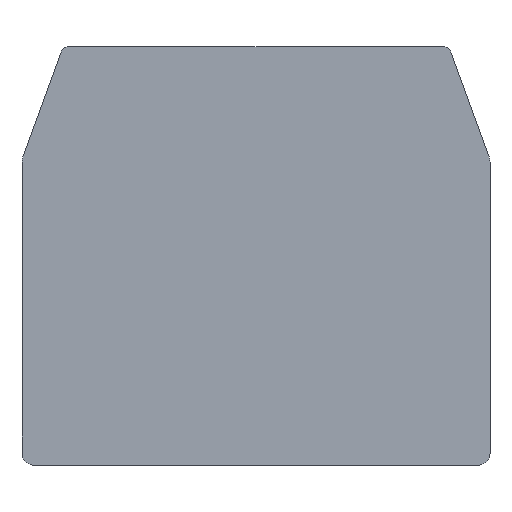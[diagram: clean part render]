
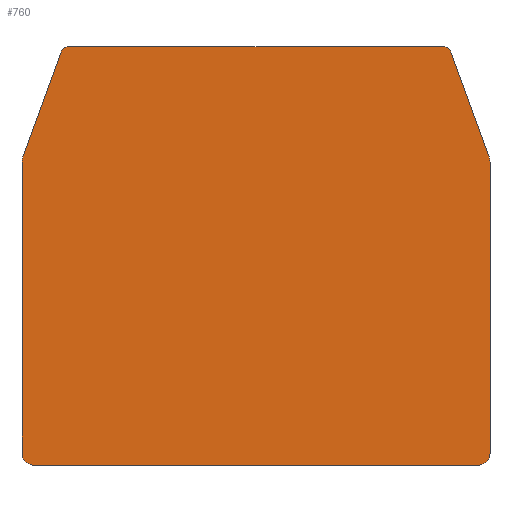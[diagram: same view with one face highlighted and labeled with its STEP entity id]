
A CAD part, top view. The second image highlights one B-rep face of the part: STEP entity #760.
In plain terms, the highlighted planar face has unit normal (0, 0, 1).
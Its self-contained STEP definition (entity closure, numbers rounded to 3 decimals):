
#270=DIRECTION('',(1.,0.,0.));
#271=VECTOR('',#270,45.6);
#272=CARTESIAN_POINT('',(-22.8,51.,1.5));
#273=LINE('',#272,#271);
#305=DIRECTION('',(0.,-1.,0.));
#306=VECTOR('',#305,35.41);
#307=CARTESIAN_POINT('',(28.5,36.91,1.5));
#308=LINE('',#307,#306);
#326=DIRECTION('',(1.,0.,0.));
#327=VECTOR('',#326,54.);
#328=CARTESIAN_POINT('',(-27.,0.,1.5));
#329=LINE('',#328,#327);
#333=CARTESIAN_POINT('',(-27.,1.5,1.5));
#334=DIRECTION('',(0.,0.,1.));
#335=DIRECTION('',(-1.,0.,0.));
#336=AXIS2_PLACEMENT_3D('',#333,#334,#335);
#341=DIRECTION('',(0.,-1.,0.));
#342=VECTOR('',#341,35.41);
#343=CARTESIAN_POINT('',(-28.5,36.91,1.5));
#344=LINE('',#343,#342);
#348=CARTESIAN_POINT('',(-26.5,36.91,1.5));
#349=DIRECTION('',(0.,0.,1.));
#350=DIRECTION('',(-0.94,0.342,0.));
#351=AXIS2_PLACEMENT_3D('',#348,#349,#350);
#356=DIRECTION('',(-0.342,-0.94,0.));
#357=VECTOR('',#356,13.566);
#358=CARTESIAN_POINT('',(-23.739,50.342,1.5));
#359=LINE('',#358,#357);
#363=CARTESIAN_POINT('',(-22.8,50.,1.5));
#364=DIRECTION('',(0.,0.,1.));
#365=DIRECTION('',(0.,1.,0.));
#366=AXIS2_PLACEMENT_3D('',#363,#364,#365);
#371=CARTESIAN_POINT('',(22.8,50.,1.5));
#372=DIRECTION('',(0.,0.,1.));
#373=DIRECTION('',(0.94,0.342,0.));
#374=AXIS2_PLACEMENT_3D('',#371,#372,#373);
#379=DIRECTION('',(-0.342,0.94,0.));
#380=VECTOR('',#379,13.566);
#381=CARTESIAN_POINT('',(28.379,37.594,1.5));
#382=LINE('',#381,#380);
#386=CARTESIAN_POINT('',(26.5,36.91,1.5));
#387=DIRECTION('',(0.,0.,1.));
#388=DIRECTION('',(1.,0.,0.));
#389=AXIS2_PLACEMENT_3D('',#386,#387,#388);
#394=CARTESIAN_POINT('',(27.,1.5,1.5));
#395=DIRECTION('',(0.,0.,1.));
#396=DIRECTION('',(0.,-1.,0.));
#397=AXIS2_PLACEMENT_3D('',#394,#395,#396);
#426=CARTESIAN_POINT('',(-28.5,1.5,1.5));
#427=CARTESIAN_POINT('',(-27.,0.,1.5));
#428=VERTEX_POINT('',#426);
#429=VERTEX_POINT('',#427);
#430=CARTESIAN_POINT('',(-28.5,36.91,1.5));
#431=VERTEX_POINT('',#430);
#432=CARTESIAN_POINT('',(-28.379,37.594,1.5));
#433=VERTEX_POINT('',#432);
#434=CARTESIAN_POINT('',(-23.739,50.342,1.5));
#435=VERTEX_POINT('',#434);
#436=CARTESIAN_POINT('',(-22.8,51.,1.5));
#437=VERTEX_POINT('',#436);
#438=CARTESIAN_POINT('',(22.8,51.,1.5));
#439=VERTEX_POINT('',#438);
#440=CARTESIAN_POINT('',(23.739,50.342,1.5));
#441=VERTEX_POINT('',#440);
#442=CARTESIAN_POINT('',(28.379,37.594,1.5));
#443=VERTEX_POINT('',#442);
#444=CARTESIAN_POINT('',(28.5,36.91,1.5));
#445=VERTEX_POINT('',#444);
#446=CARTESIAN_POINT('',(28.5,1.5,1.5));
#447=VERTEX_POINT('',#446);
#448=CARTESIAN_POINT('',(27.,0.,1.5));
#449=VERTEX_POINT('',#448);
#741=CARTESIAN_POINT('',(13.737,39.907,1.5));
#742=DIRECTION('',(0.,0.,1.));
#743=DIRECTION('',(1.,0.,0.));
#744=AXIS2_PLACEMENT_3D('',#741,#742,#743);
#745=PLANE('',#744);
#746=ORIENTED_EDGE('',*,*,#496,.F.);
#747=ORIENTED_EDGE('',*,*,#520,.F.);
#748=ORIENTED_EDGE('',*,*,#539,.F.);
#749=ORIENTED_EDGE('',*,*,#562,.F.);
#750=ORIENTED_EDGE('',*,*,#582,.F.);
#751=ORIENTED_EDGE('',*,*,#602,.F.);
#752=ORIENTED_EDGE('',*,*,#625,.T.);
#753=ORIENTED_EDGE('',*,*,#644,.F.);
#754=ORIENTED_EDGE('',*,*,#667,.F.);
#755=ORIENTED_EDGE('',*,*,#686,.F.);
#756=ORIENTED_EDGE('',*,*,#707,.T.);
#757=ORIENTED_EDGE('',*,*,#729,.F.);
#758=EDGE_LOOP('',(#746,#747,#748,#749,#750,#751,#752,#753,#754,#755,#756,
#757));
#759=FACE_OUTER_BOUND('',#758,.F.);
#337=CIRCLE('',#336,1.5);
#352=CIRCLE('',#351,2.);
#367=CIRCLE('',#366,1.);
#375=CIRCLE('',#374,1.);
#390=CIRCLE('',#389,2.);
#398=CIRCLE('',#397,1.5);
#496=EDGE_CURVE('',#429,#449,#329,.T.);
#520=EDGE_CURVE('',#428,#429,#337,.T.);
#539=EDGE_CURVE('',#431,#428,#344,.T.);
#562=EDGE_CURVE('',#433,#431,#352,.T.);
#582=EDGE_CURVE('',#435,#433,#359,.T.);
#602=EDGE_CURVE('',#437,#435,#367,.T.);
#625=EDGE_CURVE('',#437,#439,#273,.T.);
#644=EDGE_CURVE('',#441,#439,#375,.T.);
#667=EDGE_CURVE('',#443,#441,#382,.T.);
#686=EDGE_CURVE('',#445,#443,#390,.T.);
#707=EDGE_CURVE('',#445,#447,#308,.T.);
#729=EDGE_CURVE('',#449,#447,#398,.T.);
#760=ADVANCED_FACE('',(#759),#745,.T.);
